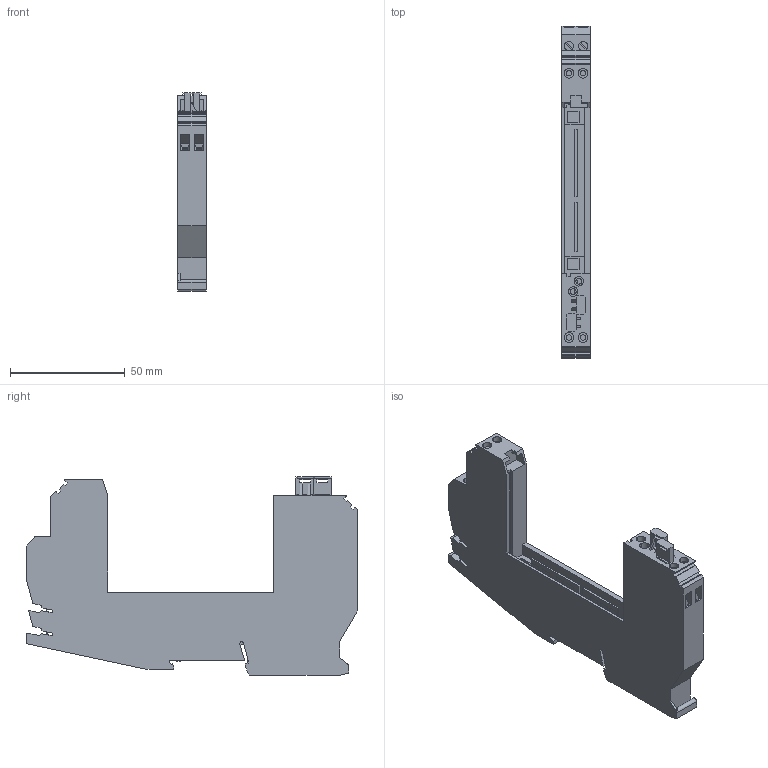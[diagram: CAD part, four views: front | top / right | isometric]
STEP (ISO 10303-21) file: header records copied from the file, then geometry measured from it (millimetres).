
FILE_DESCRIPTION(('Creo Elements/Direct Modeling STEP Export'),'2;1');
FILE_NAME('model.stp','2020-02-22T 0:09:50',(''),(''),'Creo Elements/Direct Modeling STEP processor for AP214 (Solid Model)','Creo Elements/Direct Modeling 20.1A 29-Sep-2018 (C) Parametric Technology GmbH','');
FILE_SCHEMA(('AUTOMOTIVE_DESIGN { 1 0 10303 214 1 1 1 1 }'));
Length unit declared in the file: millimetre
Products named in the file (2): PI-TB-select
Assembly tree (1 placements, depth 2):
  PI-TB-select
    PI-TB-select
Bounding box: 12.35 x 144.65 x 86.4 mm (x, y, z)
Volume: 82873.9 mm3; surface area: 27373.2 mm2
Topology: 1 solids, 1 shells, 535 faces, 1403 edges, 911 vertices
Faces by surface type: plane 503, cylinder 32
Entity records: 18915 total; most frequent: ORIENTED_EDGE 2806, CARTESIAN_POINT 2517, DIRECTION 2048, EDGE_CURVE 1403, VECTOR 1164, LINE 1164, VERTEX_POINT 911, EDGE_LOOP 580
